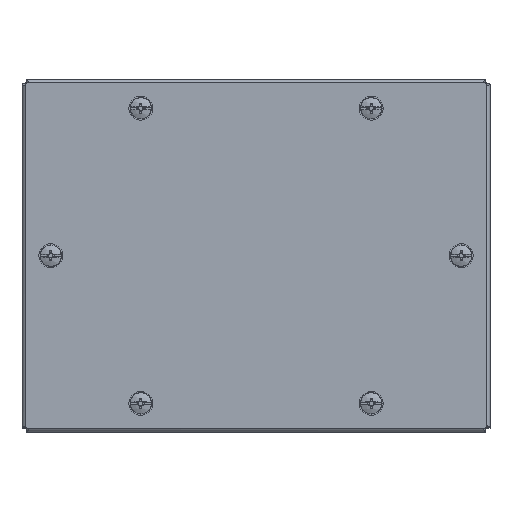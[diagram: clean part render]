
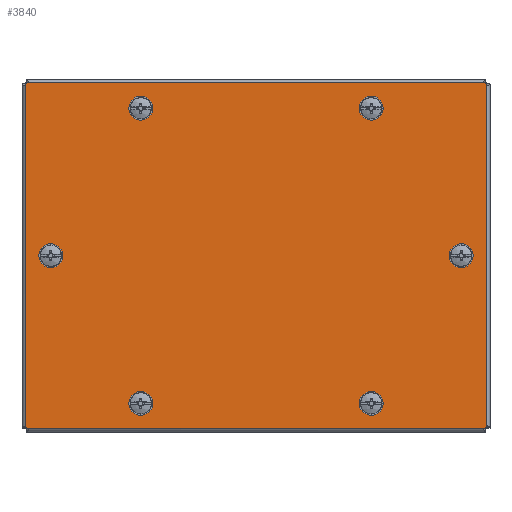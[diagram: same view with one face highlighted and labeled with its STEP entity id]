
A CAD part, top view. The second image highlights one B-rep face of the part: STEP entity #3840.
In plain terms, the highlighted planar face has unit normal (0, 0, 1).
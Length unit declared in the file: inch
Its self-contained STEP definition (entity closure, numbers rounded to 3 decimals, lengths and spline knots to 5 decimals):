
#169=FACE_BOUND('',#694,.T.);
#170=FACE_BOUND('',#695,.T.);
#171=FACE_BOUND('',#696,.T.);
#172=FACE_BOUND('',#697,.T.);
#173=FACE_BOUND('',#698,.T.);
#174=FACE_BOUND('',#699,.T.);
#231=PLANE('',#4276);
#466=FACE_OUTER_BOUND('',#693,.T.);
#693=EDGE_LOOP('',(#2961,#2962,#2963,#2964,#2965,#2966,#2967,#2968));
#694=EDGE_LOOP('',(#2969));
#695=EDGE_LOOP('',(#2970));
#696=EDGE_LOOP('',(#2971));
#697=EDGE_LOOP('',(#2972));
#698=EDGE_LOOP('',(#2973));
#699=EDGE_LOOP('',(#2974));
#978=LINE('',#6593,#1280);
#984=LINE('',#6614,#1286);
#988=LINE('',#6625,#1290);
#989=LINE('',#6627,#1291);
#1280=VECTOR('',#4930,0.3937);
#1286=VECTOR('',#4950,0.3937);
#1290=VECTOR('',#4964,0.3937);
#1291=VECTOR('',#4967,0.3937);
#1458=CIRCLE('',#4242,0.14063);
#1460=CIRCLE('',#4245,0.14063);
#1462=CIRCLE('',#4248,0.14063);
#1464=CIRCLE('',#4251,0.14063);
#1466=CIRCLE('',#4254,0.14063);
#1468=CIRCLE('',#4257,0.14063);
#1470=CIRCLE('',#4260,0.03125);
#1475=CIRCLE('',#4268,0.03125);
#1476=CIRCLE('',#4271,0.03125);
#1477=CIRCLE('',#4273,0.03125);
#1699=VERTEX_POINT('',#6544);
#1701=VERTEX_POINT('',#6550);
#1703=VERTEX_POINT('',#6556);
#1705=VERTEX_POINT('',#6562);
#1707=VERTEX_POINT('',#6568);
#1709=VERTEX_POINT('',#6574);
#1711=VERTEX_POINT('',#6580);
#1712=VERTEX_POINT('',#6581);
#1716=VERTEX_POINT('',#6591);
#1722=VERTEX_POINT('',#6607);
#1723=VERTEX_POINT('',#6608);
#1724=VERTEX_POINT('',#6613);
#1725=VERTEX_POINT('',#6617);
#1726=VERTEX_POINT('',#6621);
#2133=EDGE_CURVE('',#1699,#1699,#1458,.T.);
#2136=EDGE_CURVE('',#1701,#1701,#1460,.T.);
#2139=EDGE_CURVE('',#1703,#1703,#1462,.T.);
#2142=EDGE_CURVE('',#1705,#1705,#1464,.T.);
#2145=EDGE_CURVE('',#1707,#1707,#1466,.T.);
#2148=EDGE_CURVE('',#1709,#1709,#1468,.T.);
#2151=EDGE_CURVE('',#1711,#1712,#1470,.T.);
#2157=EDGE_CURVE('',#1716,#1711,#978,.T.);
#2164=EDGE_CURVE('',#1722,#1723,#1475,.T.);
#2167=EDGE_CURVE('',#1723,#1724,#984,.T.);
#2169=EDGE_CURVE('',#1724,#1725,#1476,.T.);
#2171=EDGE_CURVE('',#1726,#1716,#1477,.T.);
#2173=EDGE_CURVE('',#1725,#1726,#988,.T.);
#2174=EDGE_CURVE('',#1712,#1722,#989,.T.);
#2961=ORIENTED_EDGE('',*,*,#2151,.F.);
#2962=ORIENTED_EDGE('',*,*,#2157,.F.);
#2963=ORIENTED_EDGE('',*,*,#2171,.F.);
#2964=ORIENTED_EDGE('',*,*,#2173,.F.);
#2965=ORIENTED_EDGE('',*,*,#2169,.F.);
#2966=ORIENTED_EDGE('',*,*,#2167,.F.);
#2967=ORIENTED_EDGE('',*,*,#2164,.F.);
#2968=ORIENTED_EDGE('',*,*,#2174,.F.);
#2969=ORIENTED_EDGE('',*,*,#2133,.T.);
#2970=ORIENTED_EDGE('',*,*,#2136,.T.);
#2971=ORIENTED_EDGE('',*,*,#2139,.T.);
#2972=ORIENTED_EDGE('',*,*,#2142,.T.);
#2973=ORIENTED_EDGE('',*,*,#2145,.T.);
#2974=ORIENTED_EDGE('',*,*,#2148,.T.);
#3840=ADVANCED_FACE('',(#466,#169,#170,#171,#172,#173,#174),#231,.T.);
#4242=AXIS2_PLACEMENT_3D('',#6545,#4878,#4879);
#4245=AXIS2_PLACEMENT_3D('',#6551,#4885,#4886);
#4248=AXIS2_PLACEMENT_3D('',#6557,#4892,#4893);
#4251=AXIS2_PLACEMENT_3D('',#6563,#4899,#4900);
#4254=AXIS2_PLACEMENT_3D('',#6569,#4906,#4907);
#4257=AXIS2_PLACEMENT_3D('',#6575,#4913,#4914);
#4260=AXIS2_PLACEMENT_3D('',#6582,#4920,#4921);
#4268=AXIS2_PLACEMENT_3D('',#6609,#4944,#4945);
#4271=AXIS2_PLACEMENT_3D('',#6618,#4954,#4955);
#4273=AXIS2_PLACEMENT_3D('',#6622,#4959,#4960);
#4276=AXIS2_PLACEMENT_3D('',#6628,#4968,#4969);
#4878=DIRECTION('center_axis',(0.,0.,-1.));
#4879=DIRECTION('ref_axis',(-1.,0.,0.));
#4885=DIRECTION('center_axis',(0.,0.,-1.));
#4886=DIRECTION('ref_axis',(-1.,0.,0.));
#4892=DIRECTION('center_axis',(0.,0.,-1.));
#4893=DIRECTION('ref_axis',(-1.,0.,0.));
#4899=DIRECTION('center_axis',(0.,0.,-1.));
#4900=DIRECTION('ref_axis',(-1.,0.,0.));
#4906=DIRECTION('center_axis',(0.,0.,-1.));
#4907=DIRECTION('ref_axis',(-1.,0.,0.));
#4913=DIRECTION('center_axis',(0.,0.,-1.));
#4914=DIRECTION('ref_axis',(-1.,0.,0.));
#4920=DIRECTION('center_axis',(0.,0.,-1.));
#4921=DIRECTION('ref_axis',(0.707,-0.707,0.));
#4930=DIRECTION('',(0.,-1.,0.));
#4944=DIRECTION('center_axis',(0.,0.,-1.));
#4945=DIRECTION('ref_axis',(-0.707,-0.707,0.));
#4950=DIRECTION('',(0.,1.,0.));
#4954=DIRECTION('center_axis',(0.,0.,-1.));
#4955=DIRECTION('ref_axis',(-0.707,0.707,0.));
#4959=DIRECTION('center_axis',(0.,0.,-1.));
#4960=DIRECTION('ref_axis',(0.707,0.707,0.));
#4964=DIRECTION('',(1.,0.,0.));
#4967=DIRECTION('',(-1.,0.,0.));
#4968=DIRECTION('center_axis',(0.,0.,1.));
#4969=DIRECTION('ref_axis',(1.,0.,0.));
#6544=CARTESIAN_POINT('',(2.14063,2.5625,0.074));
#6545=CARTESIAN_POINT('Origin',(2.,2.5625,0.074));
#6550=CARTESIAN_POINT('',(2.14063,-2.5625,0.074));
#6551=CARTESIAN_POINT('Origin',(2.,-2.5625,0.074));
#6556=CARTESIAN_POINT('',(-3.42188,0.,0.074));
#6557=CARTESIAN_POINT('Origin',(-3.5625,0.,0.074));
#6562=CARTESIAN_POINT('',(3.70313,0.,0.074));
#6563=CARTESIAN_POINT('Origin',(3.5625,0.,0.074));
#6568=CARTESIAN_POINT('',(-1.85938,2.5625,0.074));
#6569=CARTESIAN_POINT('Origin',(-2.,2.5625,0.074));
#6574=CARTESIAN_POINT('',(-1.85937,-2.5625,0.074));
#6575=CARTESIAN_POINT('Origin',(-2.,-2.5625,0.074));
#6580=CARTESIAN_POINT('',(4.,-2.96875,0.074));
#6581=CARTESIAN_POINT('',(3.96875,-3.,0.074));
#6582=CARTESIAN_POINT('Origin',(3.96875,-2.96875,0.074));
#6591=CARTESIAN_POINT('',(4.,2.96875,0.074));
#6593=CARTESIAN_POINT('',(4.,3.,0.074));
#6607=CARTESIAN_POINT('',(-3.96875,-3.,0.074));
#6608=CARTESIAN_POINT('',(-4.,-2.96875,0.074));
#6609=CARTESIAN_POINT('Origin',(-3.96875,-2.96875,0.074));
#6613=CARTESIAN_POINT('',(-4.,2.96875,0.074));
#6614=CARTESIAN_POINT('',(-4.,-3.,0.074));
#6617=CARTESIAN_POINT('',(-3.96875,3.,0.074));
#6618=CARTESIAN_POINT('Origin',(-3.96875,2.96875,0.074));
#6621=CARTESIAN_POINT('',(3.96875,3.,0.074));
#6622=CARTESIAN_POINT('Origin',(3.96875,2.96875,0.074));
#6625=CARTESIAN_POINT('',(-4.,3.,0.074));
#6627=CARTESIAN_POINT('',(4.,-3.,0.074));
#6628=CARTESIAN_POINT('Origin',(0.,0.,
0.074));
